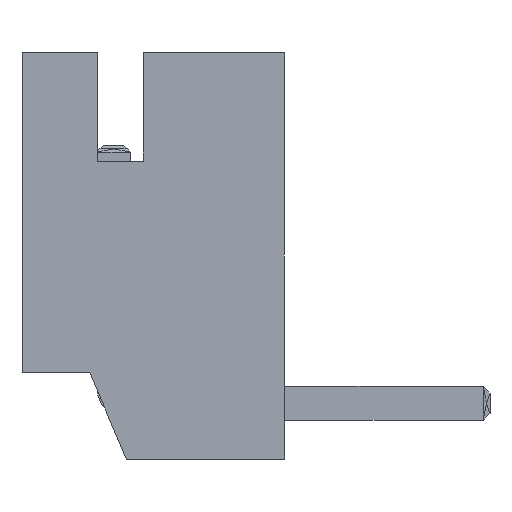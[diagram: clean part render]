
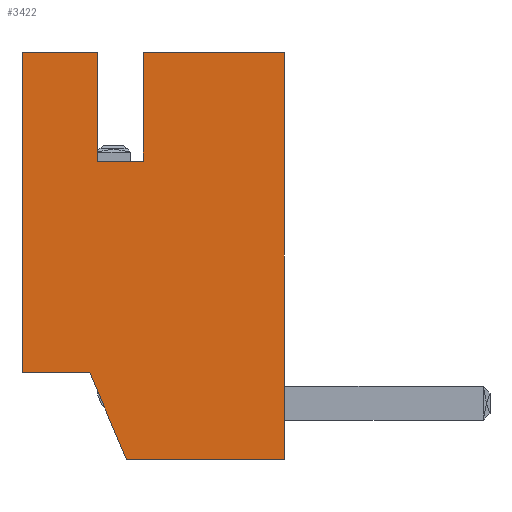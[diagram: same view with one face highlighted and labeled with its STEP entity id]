
A CAD part, left-side view. The second image highlights one B-rep face of the part: STEP entity #3422.
In plain terms, the highlighted planar face has unit normal (-1, 0, 0).
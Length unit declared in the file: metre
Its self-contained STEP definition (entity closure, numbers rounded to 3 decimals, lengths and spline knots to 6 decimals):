
#19 = ORIENTED_EDGE ( 'NONE', *, *, #3585, .T. ) ;
#29 = EDGE_CURVE ( 'NONE', #591, #632, #1540, .T. ) ;
#68 = FACE_OUTER_BOUND ( 'NONE', #1347, .T. ) ;
#113 = PLANE ( 'NONE',  #186 ) ;
#186 = AXIS2_PLACEMENT_3D ( 'NONE', #1208, #3199, #2042 ) ;
#268 = VERTEX_POINT ( 'NONE', #2390 ) ;
#303 = DIRECTION ( 'NONE',  ( 0., -1., 0. ) ) ;
#352 = LINE ( 'NONE', #963, #3345 ) ;
#383 = EDGE_CURVE ( 'NONE', #537, #2742, #1831, .T. ) ;
#469 = LINE ( 'NONE', #2458, #726 ) ;
#537 = VERTEX_POINT ( 'NONE', #3031 ) ;
#539 = DIRECTION ( 'NONE',  ( 0., -0.389, -0.921 ) ) ;
#567 = CARTESIAN_POINT ( 'NONE',  ( -2.269995, 0., 0. ) ) ;
#591 = VERTEX_POINT ( 'NONE', #1671 ) ;
#627 = VERTEX_POINT ( 'NONE', #3661 ) ;
#632 = VERTEX_POINT ( 'NONE', #849 ) ;
#651 = ORIENTED_EDGE ( 'NONE', *, *, #2307, .T. ) ;
#653 = CARTESIAN_POINT ( 'NONE',  ( -2.269995, 1.379997, 0. ) ) ;
#705 = VERTEX_POINT ( 'NONE', #3417 ) ;
#726 = VECTOR ( 'NONE', #1297, 1. ) ;
#845 = CARTESIAN_POINT ( 'NONE',  ( -2.269995, 0., -2.999994 ) ) ;
#849 = CARTESIAN_POINT ( 'NONE',  ( -2.269995, 1.379997, -0.799998 ) ) ;
#881 = ORIENTED_EDGE ( 'NONE', *, *, #2230, .T. ) ;
#963 = CARTESIAN_POINT ( 'NONE',  ( -2.269995, 1.434997, -2.359995 ) ) ;
#1040 = LINE ( 'NONE', #1701, #2592 ) ;
#1122 = CARTESIAN_POINT ( 'NONE',  ( -2.269995, 1.164998, -2.999994 ) ) ;
#1136 = DIRECTION ( 'NONE',  ( 0., -1., 0. ) ) ;
#1149 = VECTOR ( 'NONE', #1757, 1. ) ;
#1208 = CARTESIAN_POINT ( 'NONE',  ( -2.269995, 0., 0. ) ) ;
#1254 = CARTESIAN_POINT ( 'NONE',  ( -2.269995, 1.934996, 0. ) ) ;
#1297 = DIRECTION ( 'NONE',  ( 0., 1., 0. ) ) ;
#1301 = VECTOR ( 'NONE', #539, 1. ) ;
#1347 = EDGE_LOOP ( 'NONE', ( #2400, #1990, #19, #2646, #1862, #3447, #881, #651, #1911, #3144 ) ) ;
#1383 = CARTESIAN_POINT ( 'NONE',  ( -2.269995, 1.039998, -0.799998 ) ) ;
#1387 = LINE ( 'NONE', #1681, #2813 ) ;
#1540 = LINE ( 'NONE', #653, #1149 ) ;
#1582 = EDGE_CURVE ( 'NONE', #3131, #627, #1387, .T. ) ;
#1615 = EDGE_CURVE ( 'NONE', #2919, #2709, #2990, .T. ) ;
#1671 = CARTESIAN_POINT ( 'NONE',  ( -2.269995, 1.379997, 0. ) ) ;
#1681 = CARTESIAN_POINT ( 'NONE',  ( -2.269995, 1.039998, -0.799998 ) ) ;
#1701 = CARTESIAN_POINT ( 'NONE',  ( -2.269995, 1.379997, -0.799998 ) ) ;
#1757 = DIRECTION ( 'NONE',  ( 0., 0., -1. ) ) ;
#1800 = VECTOR ( 'NONE', #3375, 1. ) ;
#1831 = LINE ( 'NONE', #1884, #2973 ) ;
#1862 = ORIENTED_EDGE ( 'NONE', *, *, #2016, .T. ) ;
#1884 = CARTESIAN_POINT ( 'NONE',  ( -2.269995, 1.934996, -2.359995 ) ) ;
#1898 = VECTOR ( 'NONE', #1136, 1. ) ;
#1911 = ORIENTED_EDGE ( 'NONE', *, *, #3007, .T. ) ;
#1990 = ORIENTED_EDGE ( 'NONE', *, *, #29, .F. ) ;
#2016 = EDGE_CURVE ( 'NONE', #2742, #2919, #352, .T. ) ;
#2042 = DIRECTION ( 'NONE',  ( 0., 0., -1. ) ) ;
#2154 = LINE ( 'NONE', #1254, #3556 ) ;
#2167 = DIRECTION ( 'NONE',  ( 0., 0., -1. ) ) ;
#2230 = EDGE_CURVE ( 'NONE', #2709, #705, #2546, .T. ) ;
#2248 = DIRECTION ( 'NONE',  ( 0., 0., 1. ) ) ;
#2307 = EDGE_CURVE ( 'NONE', #705, #268, #3476, .T. ) ;
#2390 = CARTESIAN_POINT ( 'NONE',  ( -2.269995, 0., 0. ) ) ;
#2400 = ORIENTED_EDGE ( 'NONE', *, *, #3252, .F. ) ;
#2458 = CARTESIAN_POINT ( 'NONE',  ( -2.269995, 1.934996, 0. ) ) ;
#2546 = LINE ( 'NONE', #845, #1898 ) ;
#2592 = VECTOR ( 'NONE', #303, 1. ) ;
#2629 = CARTESIAN_POINT ( 'NONE',  ( -2.269995, 1.934996, -2.359995 ) ) ;
#2646 = ORIENTED_EDGE ( 'NONE', *, *, #383, .T. ) ;
#2709 = VERTEX_POINT ( 'NONE', #2883 ) ;
#2742 = VERTEX_POINT ( 'NONE', #2629 ) ;
#2813 = VECTOR ( 'NONE', #2248, 1. ) ;
#2883 = CARTESIAN_POINT ( 'NONE',  ( -2.269995, 1.164998, -2.999994 ) ) ;
#2919 = VERTEX_POINT ( 'NONE', #3242 ) ;
#2946 = DIRECTION ( 'NONE',  ( 0., -1., 0. ) ) ;
#2973 = VECTOR ( 'NONE', #2167, 1. ) ;
#2990 = LINE ( 'NONE', #1122, #1301 ) ;
#3007 = EDGE_CURVE ( 'NONE', #268, #627, #469, .T. ) ;
#3031 = CARTESIAN_POINT ( 'NONE',  ( -2.269995, 1.934996, 0. ) ) ;
#3131 = VERTEX_POINT ( 'NONE', #1383 ) ;
#3144 = ORIENTED_EDGE ( 'NONE', *, *, #1582, .F. ) ;
#3199 = DIRECTION ( 'NONE',  ( 1., 0., 0. ) ) ;
#3223 = DIRECTION ( 'NONE',  ( 0., 1., 0. ) ) ;
#3242 = CARTESIAN_POINT ( 'NONE',  ( -2.269995, 1.434997, -2.359995 ) ) ;
#3252 = EDGE_CURVE ( 'NONE', #632, #3131, #1040, .T. ) ;
#3345 = VECTOR ( 'NONE', #2946, 1. ) ;
#3375 = DIRECTION ( 'NONE',  ( 0., 0., 1. ) ) ;
#3417 = CARTESIAN_POINT ( 'NONE',  ( -2.269995, 0., -2.999994 ) ) ;
#3422 = ADVANCED_FACE ( 'NONE', ( #68 ), #113, .F. ) ;
#3447 = ORIENTED_EDGE ( 'NONE', *, *, #1615, .T. ) ;
#3476 = LINE ( 'NONE', #567, #1800 ) ;
#3556 = VECTOR ( 'NONE', #3223, 1. ) ;
#3585 = EDGE_CURVE ( 'NONE', #591, #537, #2154, .T. ) ;
#3661 = CARTESIAN_POINT ( 'NONE',  ( -2.269995, 1.039998, 0. ) ) ;
